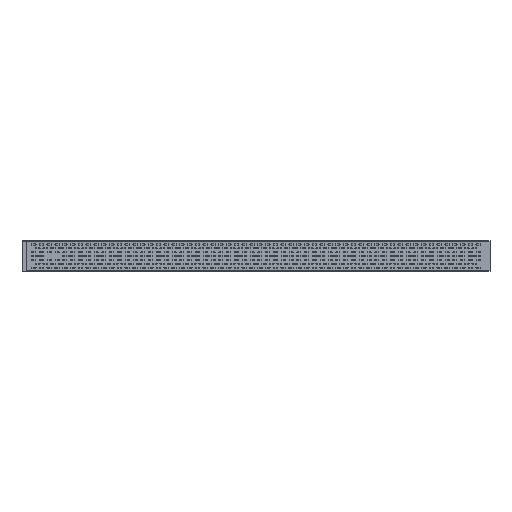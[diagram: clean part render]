
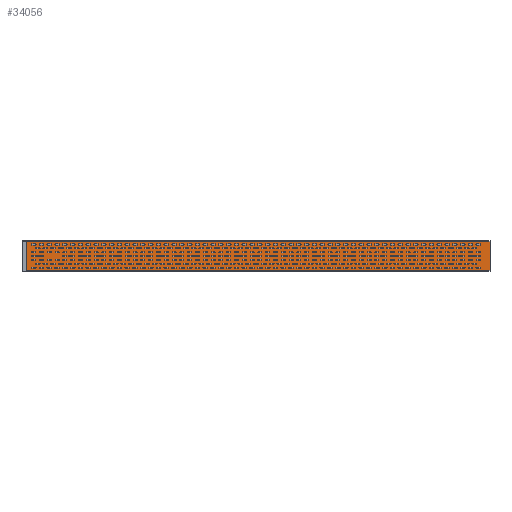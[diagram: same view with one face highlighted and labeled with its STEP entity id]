
A CAD part, top view. The second image highlights one B-rep face of the part: STEP entity #34056.
In plain terms, the highlighted planar face has unit normal (0, 0, 1).
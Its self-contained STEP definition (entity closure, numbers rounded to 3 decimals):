
#6990=FACE_OUTER_BOUND('',#8465,.T.);
#8465=EDGE_LOOP('',(#26746,#26747,#26748,#26749));
#9944=LINE('',#51159,#12772);
#9945=LINE('',#51161,#12773);
#9946=LINE('',#51163,#12774);
#9947=LINE('',#51164,#12775);
#12772=VECTOR('',#39801,1.);
#12773=VECTOR('',#39802,1.);
#12774=VECTOR('',#39803,1.);
#12775=VECTOR('',#39804,1.);
#15600=VERTEX_POINT('',#51157);
#15601=VERTEX_POINT('',#51158);
#15602=VERTEX_POINT('',#51160);
#15603=VERTEX_POINT('',#51162);
#21123=EDGE_CURVE('',#15600,#15601,#9944,.F.);
#21124=EDGE_CURVE('',#15602,#15601,#9945,.T.);
#21125=EDGE_CURVE('',#15603,#15602,#9946,.T.);
#21126=EDGE_CURVE('',#15603,#15600,#9947,.T.);
#26746=ORIENTED_EDGE('',*,*,#21123,.T.);
#26747=ORIENTED_EDGE('',*,*,#21124,.F.);
#26748=ORIENTED_EDGE('',*,*,#21125,.F.);
#26749=ORIENTED_EDGE('',*,*,#21126,.T.);
#32637=PLANE('',#35533);
#34056=ADVANCED_FACE('',(#6990),#32637,.F.);
#35533=AXIS2_PLACEMENT_3D('',#51156,#39799,#39800);
#39799=DIRECTION('center_axis',(0.,0.,-1.));
#39800=DIRECTION('ref_axis',(0.,1.,0.));
#39801=DIRECTION('',(1.,0.,0.));
#39802=DIRECTION('',(0.,1.,0.));
#39803=DIRECTION('',(-1.,0.,0.));
#39804=DIRECTION('',(0.,1.,0.));
#51156=CARTESIAN_POINT('Origin',(1636.563,-95.144,-37.9));
#51157=CARTESIAN_POINT('',(3136.563,99.656,-37.9));
#51158=CARTESIAN_POINT('',(137.553,99.656,-37.9));
#51159=CARTESIAN_POINT('',(137.558,99.656,-37.9));
#51160=CARTESIAN_POINT('',(137.553,-95.144,-37.9));
#51161=CARTESIAN_POINT('',(137.553,2.256,-37.9));
#51162=CARTESIAN_POINT('',(3136.563,-95.144,-37.9));
#51163=CARTESIAN_POINT('',(137.558,-95.144,-37.9));
#51164=CARTESIAN_POINT('',(3136.563,2.256,-37.9));
